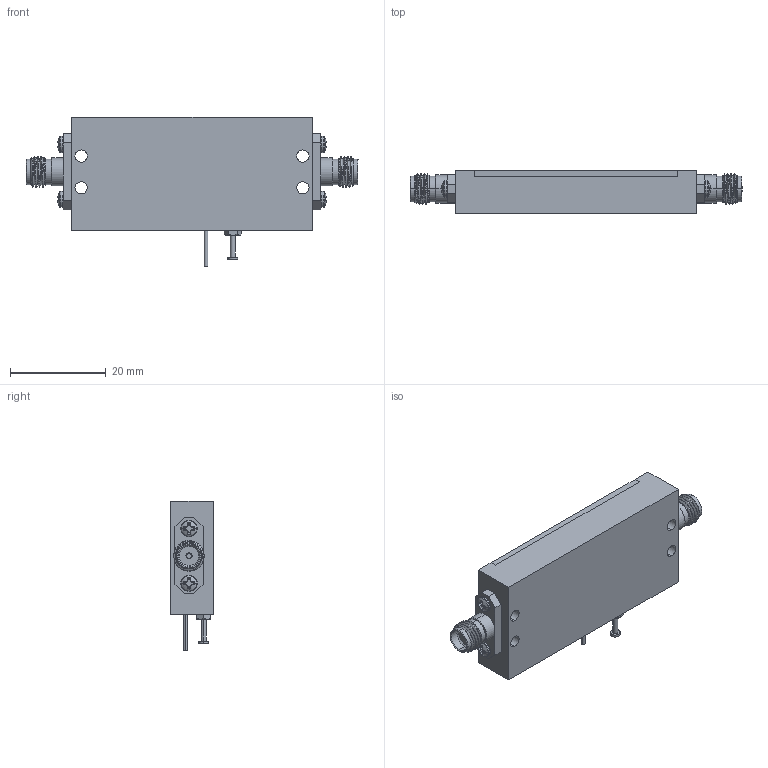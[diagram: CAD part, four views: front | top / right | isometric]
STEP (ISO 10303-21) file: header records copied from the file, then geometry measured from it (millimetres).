
FILE_DESCRIPTION (( 'STEP AP214' ), '1' );
FILE_NAME ('FMAM4054_3D.step', '2023-07-11T14:50:04', ( '' ), ( '' ), 'SwSTEP 2.0', 'SolidWorks 2022', '' );
FILE_SCHEMA (( 'AUTOMOTIVE_DESIGN' ));
Length unit declared in the file: inch
Products named in the file (1): FMAM4054_3D
Bounding box: 69.19 x 8.92 x 31.24 mm (x, y, z)
Volume: 10987.7 mm3; surface area: 5272.7 mm2
Topology: 12 solids, 12 shells, 1135 faces, 3008 edges, 1991 vertices
Faces by surface type: plane 615, bspline 232, cylinder 205, cone 59, torus 16, sphere 8
Entity records: 60944 total; most frequent: CARTESIAN_POINT 25541, ORIENTED_EDGE 6016, DIRECTION 4431, EDGE_CURVE 3008, VERTEX_POINT 1991, LINE 1841, VECTOR 1841, AXIS2_PLACEMENT_3D 1295
